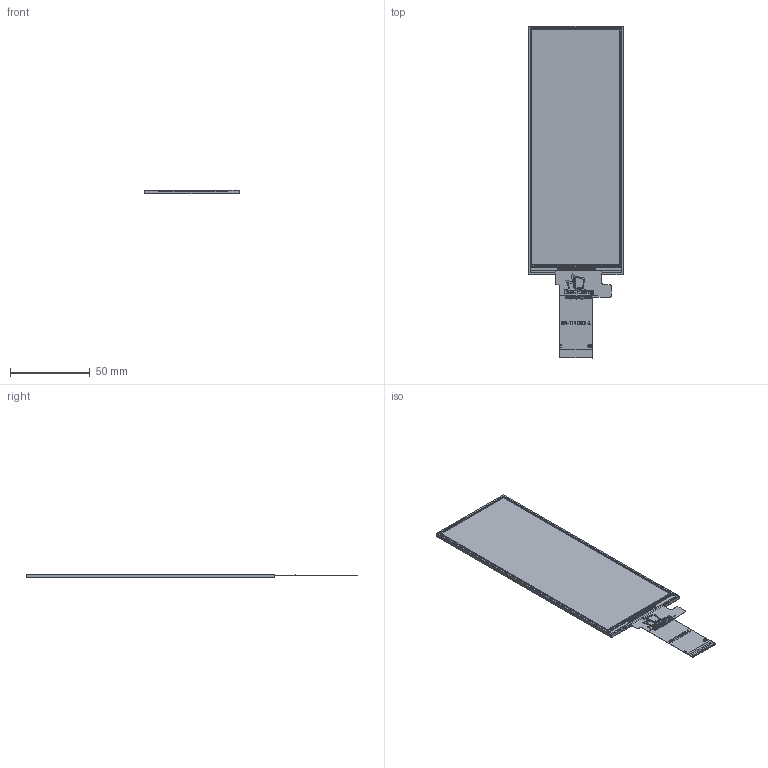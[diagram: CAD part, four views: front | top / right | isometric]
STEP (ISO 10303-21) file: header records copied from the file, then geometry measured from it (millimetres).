
FILE_DESCRIPTION (( 'STEP AP214' ), '1' );
FILE_NAME ('ER-TFT062-1.STEP', '2024-01-07T06:59:06', ( '微软用户' ), ( '微软中国' ), 'SwSTEP 2.0', 'SolidWorks 2019', '' );
FILE_SCHEMA (( 'AUTOMOTIVE_DESIGN' ));
Length unit declared in the file: millimetre
Products named in the file (7): BL_Display; FFC; logo_z; ER-TFT062-1
Assembly tree (3 placements, depth 2):
  BL_Display
  FFC
  logo_z
  ER-TFT062-1
    BL_Display
    FFC
    logo_z
Bounding box: 59.9 x 208.32 x 2.35 mm (x, y, z)
Volume: 20548.5 mm3; surface area: 111284.5 mm2
Topology: 94 solids, 94 shells, 1010 faces, 2413 edges, 1588 vertices
Faces by surface type: plane 689, bspline 220, cylinder 101
Entity records: 43841 total; most frequent: CARTESIAN_POINT 17001, ORIENTED_EDGE 4820, DIRECTION 3759, EDGE_CURVE 2410, LINE 1793, VECTOR 1793, VERTEX_POINT 1588, EDGE_LOOP 1122
